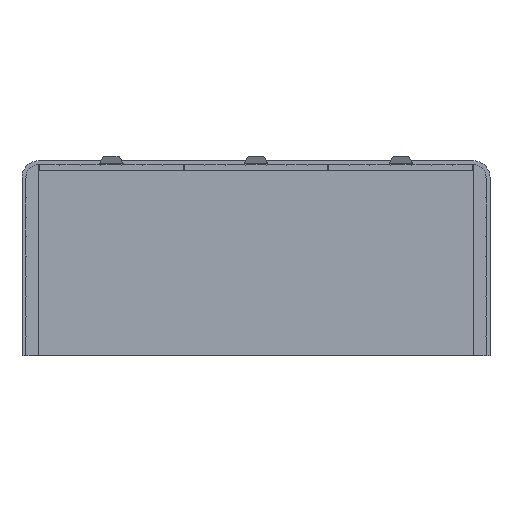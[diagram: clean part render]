
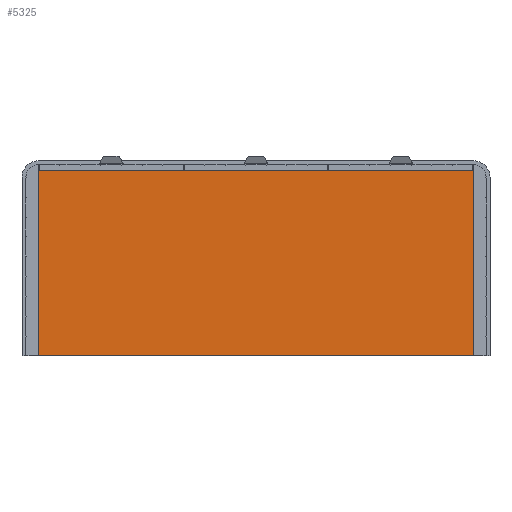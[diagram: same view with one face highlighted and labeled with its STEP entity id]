
A CAD part, front view. The second image highlights one B-rep face of the part: STEP entity #5325.
In plain terms, the highlighted planar face has unit normal (0, -1, 0).
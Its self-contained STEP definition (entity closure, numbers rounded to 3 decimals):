
#25 = EDGE_CURVE ( 'NONE', #2731, #1515, #4184, .T. ) ;
#32 = DIRECTION ( 'NONE',  ( -1., 0., 0. ) ) ;
#418 = CARTESIAN_POINT ( 'NONE',  ( -558., 0., 474. ) ) ;
#490 = CARTESIAN_POINT ( 'NONE',  ( 558., 0., 0. ) ) ;
#495 = CARTESIAN_POINT ( 'NONE',  ( -558., 0., 0. ) ) ;
#760 = CARTESIAN_POINT ( 'NONE',  ( 558., 0., 474. ) ) ;
#779 = VECTOR ( 'NONE', #2947, 1000. ) ;
#818 = CARTESIAN_POINT ( 'NONE',  ( 558., 0., 1652.922 ) ) ;
#859 = DIRECTION ( 'NONE',  ( 1., 0., 0. ) ) ;
#896 = EDGE_CURVE ( 'NONE', #5485, #2731, #3768, .T. ) ;
#904 = EDGE_CURVE ( 'NONE', #5485, #1286, #1381, .T. ) ;
#1286 = VERTEX_POINT ( 'NONE', #418 ) ;
#1381 = LINE ( 'NONE', #760, #779 ) ;
#1515 = VERTEX_POINT ( 'NONE', #495 ) ;
#2107 = ORIENTED_EDGE ( 'NONE', *, *, #25, .F. ) ;
#2168 = PLANE ( 'NONE',  #5613 ) ;
#2353 = VECTOR ( 'NONE', #3816, 1000. ) ;
#2549 = ORIENTED_EDGE ( 'NONE', *, *, #4093, .T. ) ;
#2657 = CARTESIAN_POINT ( 'NONE',  ( 558., 0., 474. ) ) ;
#2731 = VERTEX_POINT ( 'NONE', #3882 ) ;
#2768 = VECTOR ( 'NONE', #32, 1000. ) ;
#2914 = CARTESIAN_POINT ( 'NONE',  ( 558., 0., 1652.922 ) ) ;
#2947 = DIRECTION ( 'NONE',  ( -1., 0., 0. ) ) ;
#3076 = ORIENTED_EDGE ( 'NONE', *, *, #896, .F. ) ;
#3315 = DIRECTION ( 'NONE',  ( 0., 0., -1. ) ) ;
#3748 = FACE_OUTER_BOUND ( 'NONE', #3977, .T. ) ;
#3768 = LINE ( 'NONE', #2914, #2353 ) ;
#3816 = DIRECTION ( 'NONE',  ( 0., 0., -1. ) ) ;
#3882 = CARTESIAN_POINT ( 'NONE',  ( 558., 0., 0. ) ) ;
#3977 = EDGE_LOOP ( 'NONE', ( #3076, #3998, #2549, #2107 ) ) ;
#3998 = ORIENTED_EDGE ( 'NONE', *, *, #904, .T. ) ;
#4093 = EDGE_CURVE ( 'NONE', #1286, #1515, #4297, .T. ) ;
#4184 = LINE ( 'NONE', #490, #2768 ) ;
#4268 = DIRECTION ( 'NONE',  ( 0., -1., 0. ) ) ;
#4297 = LINE ( 'NONE', #5081, #4832 ) ;
#4832 = VECTOR ( 'NONE', #3315, 1000. ) ;
#5081 = CARTESIAN_POINT ( 'NONE',  ( -558., 0., 1652.922 ) ) ;
#5325 = ADVANCED_FACE ( 'NONE', ( #3748 ), #2168, .T. ) ;
#5485 = VERTEX_POINT ( 'NONE', #2657 ) ;
#5613 = AXIS2_PLACEMENT_3D ( 'NONE', #818, #4268, #859 ) ;
